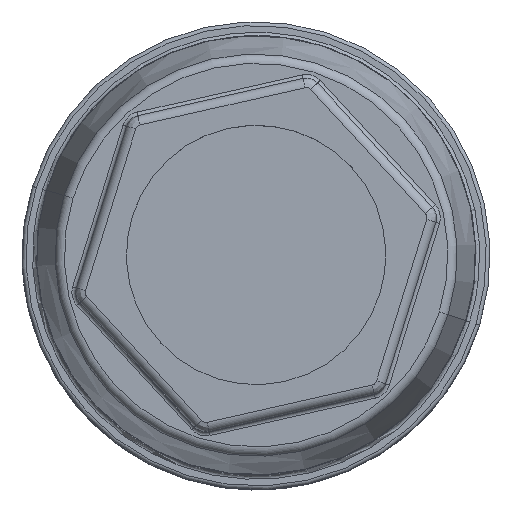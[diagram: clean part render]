
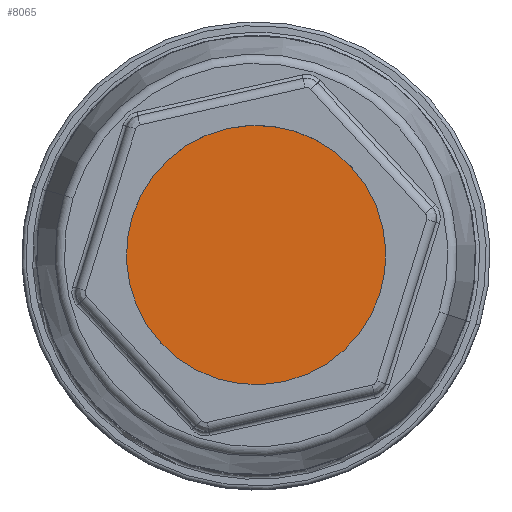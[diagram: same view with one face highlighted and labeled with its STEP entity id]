
A CAD part, top view. The second image highlights one B-rep face of the part: STEP entity #8065.
In plain terms, the highlighted planar face has unit normal (0, 0, 1).
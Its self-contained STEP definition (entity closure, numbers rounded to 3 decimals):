
#8022=AXIS2_PLACEMENT_3D('Circle Axis2P3D',#8020,#8021,$) ;
#8046=AXIS2_PLACEMENT_3D('Circle Axis2P3D',#8044,#8045,$) ;
#8059=AXIS2_PLACEMENT_3D('Plane Axis2P3D',#8056,#8057,#8058) ;
#8017=CARTESIAN_POINT('Vertex',(14.288,18.765,49.65)) ;
#8020=CARTESIAN_POINT('Axis2P3D Location',(12.271,12.271,49.65)) ;
#8024=CARTESIAN_POINT('Vertex',(10.254,5.777,49.65)) ;
#8044=CARTESIAN_POINT('Axis2P3D Location',(12.271,12.271,49.65)) ;
#8056=CARTESIAN_POINT('Axis2P3D Location',(12.271,12.271,49.65)) ;
#8021=DIRECTION('Axis2P3D Direction',(0.,0.,1.)) ;
#8045=DIRECTION('Axis2P3D Direction',(0.,0.,1.)) ;
#8057=DIRECTION('Axis2P3D Direction',(0.,0.,1.)) ;
#8058=DIRECTION('Axis2P3D XDirection',(0.297,0.955,0.)) ;
#8062=ORIENTED_EDGE('',*,*,#8048,.F.) ;
#8063=ORIENTED_EDGE('',*,*,#8026,.F.) ;
#8065=ADVANCED_FACE('Hauptkoerper',(#8064),#8060,.T.) ;
#8023=CIRCLE('generated circle',#8022,6.8) ;
#8047=CIRCLE('generated circle',#8046,6.8) ;
#8026=EDGE_CURVE('',#8018,#8025,#8023,.F.) ;
#8048=EDGE_CURVE('',#8025,#8018,#8047,.F.) ;
#8061=EDGE_LOOP('',(#8062,#8063)) ;
#8064=FACE_OUTER_BOUND('',#8061,.T.) ;
#8060=PLANE('',#8059) ;
#8018=VERTEX_POINT('',#8017) ;
#8025=VERTEX_POINT('',#8024) ;
